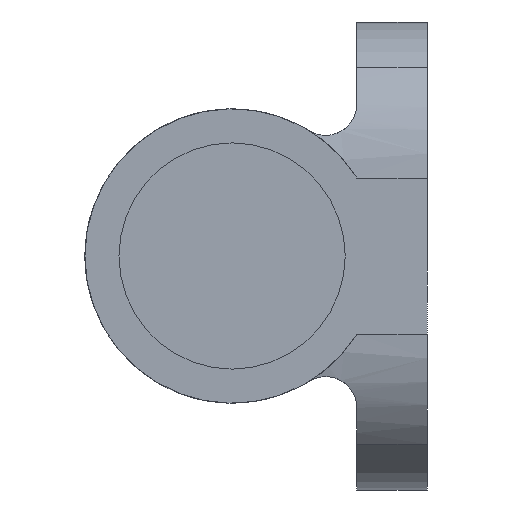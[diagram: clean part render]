
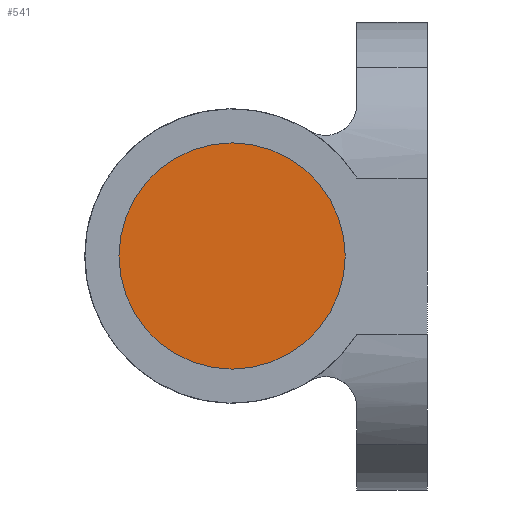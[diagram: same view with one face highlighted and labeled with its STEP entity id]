
A CAD part, front view. The second image highlights one B-rep face of the part: STEP entity #541.
In plain terms, the highlighted planar face has unit normal (0, -1, 0).
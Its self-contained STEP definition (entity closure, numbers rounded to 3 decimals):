
#32 = AXIS2_PLACEMENT_3D ( 'NONE', #1206, #1650, #1637 ) ;
#33 = DIRECTION ( 'NONE',  ( 0., 1., 0. ) ) ;
#84 = AXIS2_PLACEMENT_3D ( 'NONE', #263, #306, #1221 ) ;
#263 = CARTESIAN_POINT ( 'NONE',  ( -63., 6., 15. ) ) ;
#306 = DIRECTION ( 'NONE',  ( 0., 1., 0. ) ) ;
#359 = VERTEX_POINT ( 'NONE', #2500 ) ;
#499 = EDGE_CURVE ( 'NONE', #359, #2853, #2006, .T. ) ;
#541 = ADVANCED_FACE ( 'NONE', ( #2128 ), #2340, .F. ) ;
#556 = EDGE_CURVE ( 'NONE', #2853, #359, #688, .T. ) ;
#688 = CIRCLE ( 'NONE', #2391, 7.25 ) ;
#761 = CARTESIAN_POINT ( 'NONE',  ( -63., 6., 15. ) ) ;
#951 = DIRECTION ( 'NONE',  ( 1., 0., 0. ) ) ;
#1206 = CARTESIAN_POINT ( 'NONE',  ( -63., 6., 15. ) ) ;
#1221 = DIRECTION ( 'NONE',  ( 0., 0., 1. ) ) ;
#1452 = ORIENTED_EDGE ( 'NONE', *, *, #556, .F. ) ;
#1637 = DIRECTION ( 'NONE',  ( 1., 0., 0. ) ) ;
#1650 = DIRECTION ( 'NONE',  ( 0., 1., 0. ) ) ;
#1819 = EDGE_LOOP ( 'NONE', ( #1898, #1452 ) ) ;
#1898 = ORIENTED_EDGE ( 'NONE', *, *, #499, .F. ) ;
#2006 = CIRCLE ( 'NONE', #32, 7.25 ) ;
#2128 = FACE_OUTER_BOUND ( 'NONE', #1819, .T. ) ;
#2340 = PLANE ( 'NONE',  #84 ) ;
#2391 = AXIS2_PLACEMENT_3D ( 'NONE', #761, #33, #951 ) ;
#2500 = CARTESIAN_POINT ( 'NONE',  ( -55.75, 6., 15. ) ) ;
#2579 = CARTESIAN_POINT ( 'NONE',  ( -70.25, 6., 15. ) ) ;
#2853 = VERTEX_POINT ( 'NONE', #2579 ) ;
